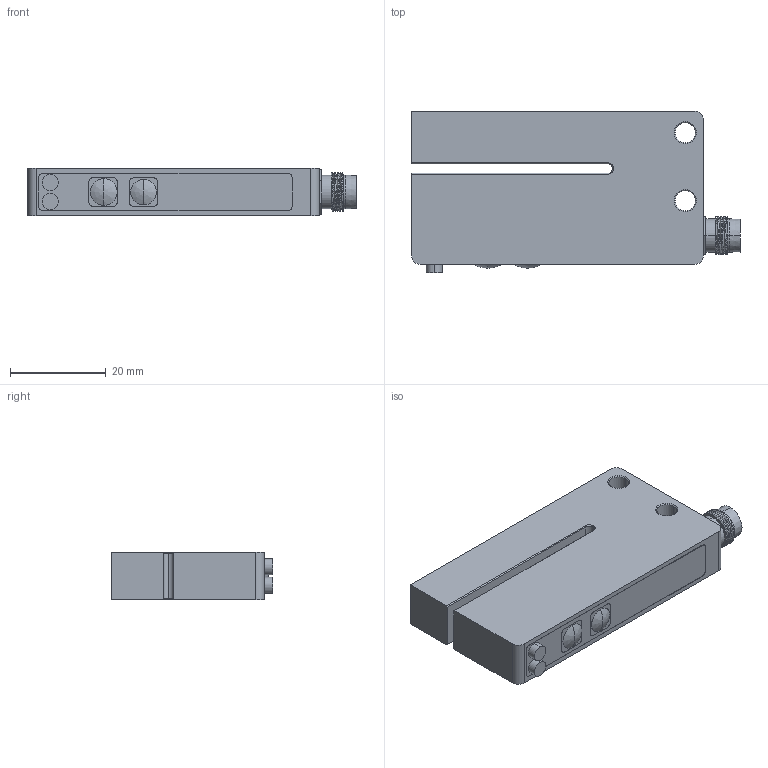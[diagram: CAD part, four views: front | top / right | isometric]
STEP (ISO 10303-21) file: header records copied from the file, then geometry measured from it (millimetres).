
FILE_DESCRIPTION (( 'STEP AP214' ), '1' );
FILE_NAME ('PXSLKIM07-0204NP_3D.STEP', '2022-10-27T22:44:29', ( '' ), ( '' ), 'SwSTEP 2.0', 'SolidWorks 2022', '' );
FILE_SCHEMA (( 'AUTOMOTIVE_DESIGN' ));
Length unit declared in the file: inch
Products named in the file (1): PXSLKIM07-0204NP_3D
Bounding box: 68.7 x 33.8 x 10 mm (x, y, z)
Volume: 18539.6 mm3; surface area: 7180.3 mm2
Topology: 3 solids, 3 shells, 131 faces, 320 edges, 205 vertices
Faces by surface type: cylinder 56, plane 56, cone 13, bspline 6
Entity records: 5797 total; most frequent: CARTESIAN_POINT 2621, DIRECTION 658, ORIENTED_EDGE 632, EDGE_CURVE 316, AXIS2_PLACEMENT_3D 239, VERTEX_POINT 205, VECTOR 180, LINE 180
